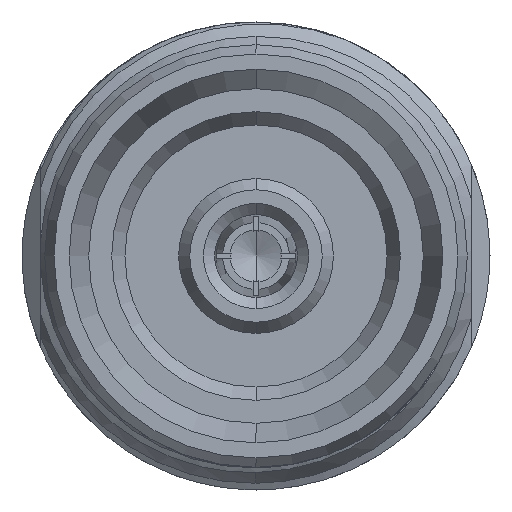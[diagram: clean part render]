
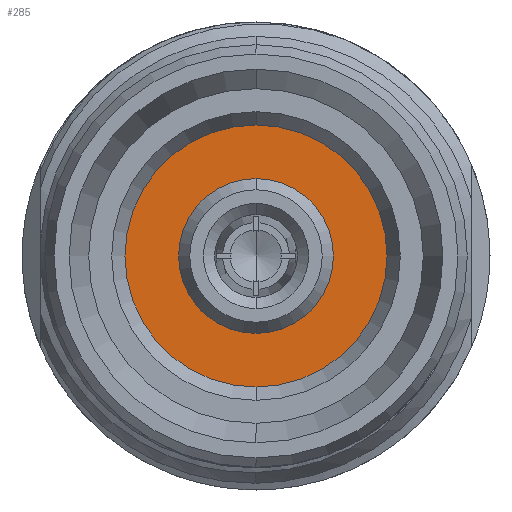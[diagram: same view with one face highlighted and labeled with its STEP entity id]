
A CAD part, left-side view. The second image highlights one B-rep face of the part: STEP entity #285.
In plain terms, the highlighted planar face has unit normal (-1, 0, 0).
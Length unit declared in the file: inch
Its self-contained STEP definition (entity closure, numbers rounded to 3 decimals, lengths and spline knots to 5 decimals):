
#205 = AXIS2_PLACEMENT_3D ( 'NONE', #3834, #1701, #446 ) ;
#237 = AXIS2_PLACEMENT_3D ( 'NONE', #2753, #5254, #1840 ) ;
#285 = ADVANCED_FACE ( 'NONE', ( #5080, #479 ), #4964, .F. ) ;
#446 = DIRECTION ( 'NONE',  ( 0., 0., 1. ) ) ;
#479 = FACE_OUTER_BOUND ( 'NONE', #5244, .T. ) ;
#525 = ORIENTED_EDGE ( 'NONE', *, *, #2625, .F. ) ;
#553 = ORIENTED_EDGE ( 'NONE', *, *, #2370, .T. ) ;
#702 = CARTESIAN_POINT ( 'NONE',  ( 0.31814, 0.06514, 0. ) ) ;
#871 = CARTESIAN_POINT ( 'NONE',  ( 0.31814, 0., -0.11024 ) ) ;
#1071 = DIRECTION ( 'NONE',  ( 0., 0., -1. ) ) ;
#1093 = AXIS2_PLACEMENT_3D ( 'NONE', #702, #3621, #1071 ) ;
#1294 = CARTESIAN_POINT ( 'NONE',  ( 0.31814, 0., 0. ) ) ;
#1392 = CIRCLE ( 'NONE', #4733, 0.11024 ) ;
#1608 = CIRCLE ( 'NONE', #237, 0.06514 ) ;
#1701 = DIRECTION ( 'NONE',  ( -1., 0., 0. ) ) ;
#1733 = CARTESIAN_POINT ( 'NONE',  ( 0.31814, 0., -0.06514 ) ) ;
#1796 = CIRCLE ( 'NONE', #5414, 0.11024 ) ;
#1830 = DIRECTION ( 'NONE',  ( -1., 0., 0. ) ) ;
#1840 = DIRECTION ( 'NONE',  ( 0., 0., 1. ) ) ;
#1906 = EDGE_CURVE ( 'NONE', #4570, #4300, #1608, .T. ) ;
#2370 = EDGE_CURVE ( 'NONE', #4380, #5040, #1392, .T. ) ;
#2625 = EDGE_CURVE ( 'NONE', #4300, #4570, #3263, .T. ) ;
#2753 = CARTESIAN_POINT ( 'NONE',  ( 0.31814, 0., 0. ) ) ;
#3158 = CARTESIAN_POINT ( 'NONE',  ( 0.31814, 0., 0. ) ) ;
#3263 = CIRCLE ( 'NONE', #205, 0.06514 ) ;
#3573 = ORIENTED_EDGE ( 'NONE', *, *, #1906, .F. ) ;
#3578 = DIRECTION ( 'NONE',  ( 0., 0., 1. ) ) ;
#3621 = DIRECTION ( 'NONE',  ( 1., 0., 0. ) ) ;
#3834 = CARTESIAN_POINT ( 'NONE',  ( 0.31814, 0., 0. ) ) ;
#3849 = CARTESIAN_POINT ( 'NONE',  ( 0.31814, 0., 0.11024 ) ) ;
#3850 = EDGE_CURVE ( 'NONE', #5040, #4380, #1796, .T. ) ;
#3957 = ORIENTED_EDGE ( 'NONE', *, *, #3850, .T. ) ;
#4065 = CARTESIAN_POINT ( 'NONE',  ( 0.31814, 0., 0.06514 ) ) ;
#4270 = DIRECTION ( 'NONE',  ( -1., 0., 0. ) ) ;
#4300 = VERTEX_POINT ( 'NONE', #1733 ) ;
#4380 = VERTEX_POINT ( 'NONE', #3849 ) ;
#4570 = VERTEX_POINT ( 'NONE', #4065 ) ;
#4669 = DIRECTION ( 'NONE',  ( 0., 0., 1. ) ) ;
#4733 = AXIS2_PLACEMENT_3D ( 'NONE', #3158, #1830, #3578 ) ;
#4964 = PLANE ( 'NONE',  #1093 ) ;
#5040 = VERTEX_POINT ( 'NONE', #871 ) ;
#5080 = FACE_BOUND ( 'NONE', #5512, .T. ) ;
#5244 = EDGE_LOOP ( 'NONE', ( #553, #3957 ) ) ;
#5254 = DIRECTION ( 'NONE',  ( -1., 0., 0. ) ) ;
#5414 = AXIS2_PLACEMENT_3D ( 'NONE', #1294, #4270, #4669 ) ;
#5512 = EDGE_LOOP ( 'NONE', ( #3573, #525 ) ) ;
